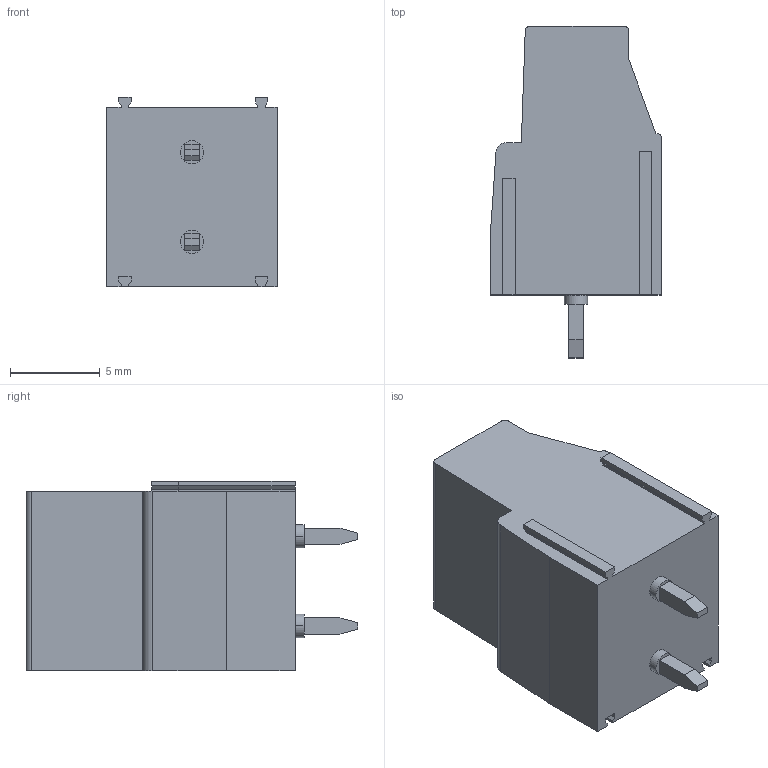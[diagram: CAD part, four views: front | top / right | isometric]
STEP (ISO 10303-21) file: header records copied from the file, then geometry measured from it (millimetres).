
FILE_DESCRIPTION(('SolidDesigner STEP Export'),'1');
FILE_NAME('mkdsn_2.5-2.stp','2000-06-20T10:33:41',(''),(''), 'SolidDesigner STEP processor Version: 7.0(Mar 1999)for AP214(CD)(Solid Model)', 'CoCreate SolidDesigner: 07.50 21-Dec-99(C) CoCreate Software GmbH','');
FILE_SCHEMA(('AUTOMOTIVE_DESIGN_CC2 {1 2 10303 214 -1 1 5 1}'));
Length unit declared in the file: millimetre
Products named in the file (2): mkdsn_2.5-2
Assembly tree (1 placements, depth 2):
  mkdsn_2.5-2
    mkdsn_2.5-2
Bounding box: 9.5 x 18.5 x 10.57 mm (x, y, z)
Volume: 1142.2 mm3; surface area: 925.1 mm2
Topology: 1 solids, 1 shells, 163 faces, 421 edges, 274 vertices
Faces by surface type: plane 125, cylinder 38
Entity records: 5999 total; most frequent: ORIENTED_EDGE 842, CARTESIAN_POINT 803, DIRECTION 737, EDGE_CURVE 421, VECTOR 321, LINE 321, VERTEX_POINT 274, AXIS2_PLACEMENT_3D 208
